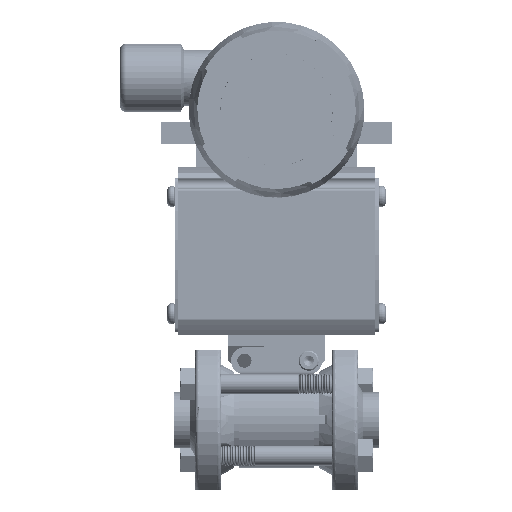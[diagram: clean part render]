
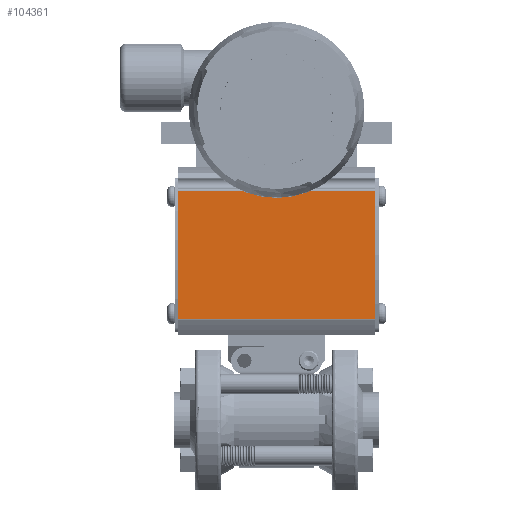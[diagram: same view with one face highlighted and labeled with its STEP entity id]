
A CAD part, top view. The second image highlights one B-rep face of the part: STEP entity #104361.
In plain terms, the highlighted planar face has unit normal (0, 0, 1).
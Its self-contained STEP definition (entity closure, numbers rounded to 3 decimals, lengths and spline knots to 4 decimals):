
#3801 = VECTOR ( 'NONE', #18390, 39.3701 ) ;
#7884 = VERTEX_POINT ( 'NONE', #90705 ) ;
#8026 = ORIENTED_EDGE ( 'NONE', *, *, #135121, .F. ) ;
#9117 = ORIENTED_EDGE ( 'NONE', *, *, #122229, .F. ) ;
#10911 = CARTESIAN_POINT ( 'NONE',  ( -1.5275, 1.5679, 1.17 ) ) ;
#12514 = DIRECTION ( 'NONE',  ( 1., 0., 0. ) ) ;
#18390 = DIRECTION ( 'NONE',  ( 0., 1., 0. ) ) ;
#22595 = ORIENTED_EDGE ( 'NONE', *, *, #40916, .T. ) ;
#24441 = VECTOR ( 'NONE', #115508, 39.3701 ) ;
#30820 = FACE_OUTER_BOUND ( 'NONE', #64805, .T. ) ;
#32208 = LINE ( 'NONE', #41285, #24441 ) ;
#34822 = VERTEX_POINT ( 'NONE', #10911 ) ;
#40316 = PLANE ( 'NONE',  #133143 ) ;
#40916 = EDGE_CURVE ( 'NONE', #92512, #7884, #32208, .T. ) ;
#41285 = CARTESIAN_POINT ( 'NONE',  ( -5.0403, 3.5621, 1.17 ) ) ;
#42557 = LINE ( 'NONE', #110995, #104536 ) ;
#52782 = CARTESIAN_POINT ( 'NONE',  ( -5.0403, 3.5694, 1.17 ) ) ;
#54257 = EDGE_CURVE ( 'NONE', #34822, #54504, #42557, .T. ) ;
#54504 = VERTEX_POINT ( 'NONE', #116066 ) ;
#64805 = EDGE_LOOP ( 'NONE', ( #8026, #22595, #9117, #129666 ) ) ;
#65330 = DIRECTION ( 'NONE',  ( 0., -1., 0. ) ) ;
#67739 = CARTESIAN_POINT ( 'NONE',  ( -1.5275, 3.5694, 1.17 ) ) ;
#76986 = CARTESIAN_POINT ( 'NONE',  ( 1.5275, 3.5694, 1.17 ) ) ;
#90705 = CARTESIAN_POINT ( 'NONE',  ( -1.5275, 3.5621, 1.17 ) ) ;
#92512 = VERTEX_POINT ( 'NONE', #145709 ) ;
#101831 = DIRECTION ( 'NONE',  ( 0., -1., 0. ) ) ;
#104361 = ADVANCED_FACE ( 'NONE', ( #30820 ), #40316, .F. ) ;
#104536 = VECTOR ( 'NONE', #12514, 39.3701 ) ;
#106439 = LINE ( 'NONE', #67739, #3801 ) ;
#110995 = CARTESIAN_POINT ( 'NONE',  ( -5.0403, 1.5679, 1.17 ) ) ;
#115508 = DIRECTION ( 'NONE',  ( -1., 0., 0. ) ) ;
#116066 = CARTESIAN_POINT ( 'NONE',  ( 1.5275, 1.5679, 1.17 ) ) ;
#122229 = EDGE_CURVE ( 'NONE', #34822, #7884, #106439, .T. ) ;
#129666 = ORIENTED_EDGE ( 'NONE', *, *, #54257, .T. ) ;
#133143 = AXIS2_PLACEMENT_3D ( 'NONE', #52782, #139428, #65330 ) ;
#135121 = EDGE_CURVE ( 'NONE', #92512, #54504, #135833, .T. ) ;
#135833 = LINE ( 'NONE', #76986, #157008 ) ;
#139428 = DIRECTION ( 'NONE',  ( 0., 0., -1. ) ) ;
#145709 = CARTESIAN_POINT ( 'NONE',  ( 1.5275, 3.5621, 1.17 ) ) ;
#157008 = VECTOR ( 'NONE', #101831, 39.3701 ) ;
